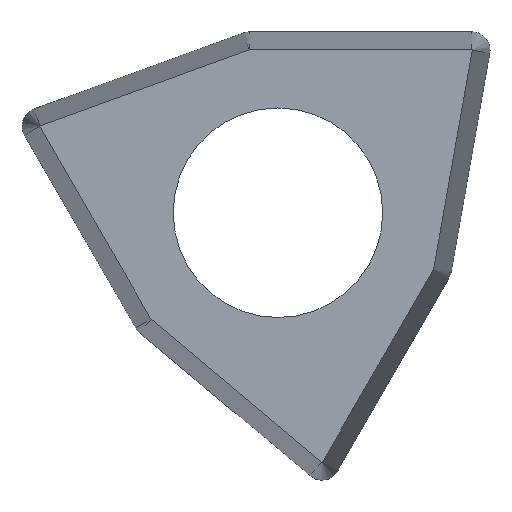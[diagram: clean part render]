
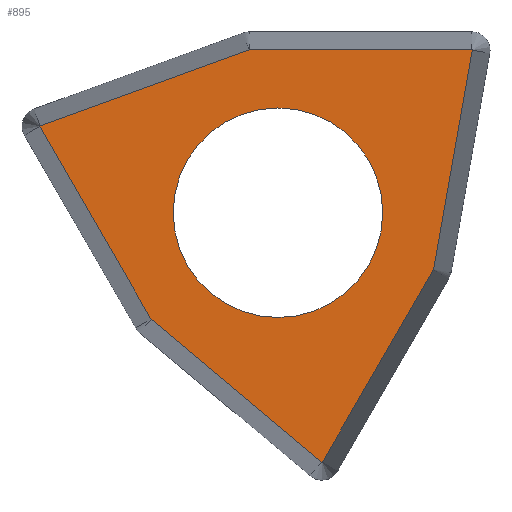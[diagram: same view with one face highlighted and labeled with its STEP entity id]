
A CAD part, front view. The second image highlights one B-rep face of the part: STEP entity #895.
In plain terms, the highlighted planar face has unit normal (0, -1, 0).
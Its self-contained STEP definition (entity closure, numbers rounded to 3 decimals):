
#3 = CARTESIAN_POINT ( 'NONE',  ( 2.855, -1.59, 1.365 ) ) ;
#23 = DIRECTION ( 'NONE',  ( 0., 1., 0. ) ) ;
#29 = ORIENTED_EDGE ( 'NONE', *, *, #1233, .F. ) ;
#33 = PLANE ( 'NONE',  #598 ) ;
#48 = CARTESIAN_POINT ( 'NONE',  ( 0., -1.59, -1.15 ) ) ;
#50 = AXIS2_PLACEMENT_3D ( 'NONE', #788, #92, #1288 ) ;
#52 = EDGE_CURVE ( 'NONE', #571, #823, #353, .T. ) ;
#56 = FACE_OUTER_BOUND ( 'NONE', #339, .T. ) ;
#63 = LINE ( 'NONE', #559, #298 ) ;
#77 = VERTEX_POINT ( 'NONE', #1105 ) ;
#92 = DIRECTION ( 'NONE',  ( 0., 1., 0. ) ) ;
#95 = EDGE_CURVE ( 'NONE', #442, #724, #250, .T. ) ;
#104 = DIRECTION ( 'NONE',  ( -0.174, 0., -0.985 ) ) ;
#106 = CARTESIAN_POINT ( 'NONE',  ( 0.482, -1.59, -2.735 ) ) ;
#107 = VERTEX_POINT ( 'NONE', #898 ) ;
#115 = DIRECTION ( 'NONE',  ( 0., 0., 1. ) ) ;
#119 = VECTOR ( 'NONE', #924, 1000. ) ;
#144 = CARTESIAN_POINT ( 'NONE',  ( -1.791, -1.59, -0.477 ) ) ;
#158 = CARTESIAN_POINT ( 'NONE',  ( -1.392, -1.59, -1.169 ) ) ;
#162 = DIRECTION ( 'NONE',  ( 0., 0., 1. ) ) ;
#163 = CARTESIAN_POINT ( 'NONE',  ( 0.479, -1.59, -2.738 ) ) ;
#177 = EDGE_CURVE ( 'NONE', #945, #77, #670, .T. ) ;
#190 = EDGE_CURVE ( 'NONE', #1021, #370, #835, .T. ) ;
#191 = VERTEX_POINT ( 'NONE', #464 ) ;
#197 = DIRECTION ( 'NONE',  ( 0., 1., 0. ) ) ;
#227 = CARTESIAN_POINT ( 'NONE',  ( 2.127, -1.59, 1.785 ) ) ;
#250 = CIRCLE ( 'NONE', #968, 1.15 ) ;
#259 = CARTESIAN_POINT ( 'NONE',  ( -2.611, -1.59, 0.954 ) ) ;
#270 = EDGE_LOOP ( 'NONE', ( #965, #967 ) ) ;
#292 = CARTESIAN_POINT ( 'NONE',  ( -0.781, -1.59, -1.681 ) ) ;
#298 = VECTOR ( 'NONE', #1049, 1000. ) ;
#306 = CARTESIAN_POINT ( 'NONE',  ( 0., -1.59, 1.15 ) ) ;
#321 = EDGE_CURVE ( 'NONE', #370, #571, #1089, .T. ) ;
#339 = EDGE_LOOP ( 'NONE', ( #427, #406, #751, #810, #939, #961, #1118, #756, #29, #610, #795, #1002 ) ) ;
#343 = VERTEX_POINT ( 'NONE', #1221 ) ;
#353 = CIRCLE ( 'NONE', #1169, 0.005 ) ;
#370 = VERTEX_POINT ( 'NONE', #630 ) ;
#392 = VECTOR ( 'NONE', #104, 1000. ) ;
#401 = DIRECTION ( 'NONE',  ( -0.5, 0., -0.866 ) ) ;
#406 = ORIENTED_EDGE ( 'NONE', *, *, #516, .F. ) ;
#407 = CARTESIAN_POINT ( 'NONE',  ( 1.707, -1.59, -0.622 ) ) ;
#415 = CARTESIAN_POINT ( 'NONE',  ( -2.609, -1.59, 0.95 ) ) ;
#427 = ORIENTED_EDGE ( 'NONE', *, *, #190, .F. ) ;
#428 = DIRECTION ( 'NONE',  ( 0., 0., 1. ) ) ;
#442 = VERTEX_POINT ( 'NONE', #48 ) ;
#464 = CARTESIAN_POINT ( 'NONE',  ( -0.316, -1.59, 1.789 ) ) ;
#499 = LINE ( 'NONE', #3, #685 ) ;
#513 = CARTESIAN_POINT ( 'NONE',  ( 2.132, -1.59, 1.784 ) ) ;
#516 = EDGE_CURVE ( 'NONE', #521, #1021, #63, .T. ) ;
#517 = CARTESIAN_POINT ( 'NONE',  ( 0., -1.59, 0. ) ) ;
#518 = AXIS2_PLACEMENT_3D ( 'NONE', #1250, #933, #1162 ) ;
#521 = VERTEX_POINT ( 'NONE', #949 ) ;
#540 = DIRECTION ( 'NONE',  ( 0., 1., 0. ) ) ;
#547 = VERTEX_POINT ( 'NONE', #259 ) ;
#550 = FACE_BOUND ( 'NONE', #270, .T. ) ;
#554 = AXIS2_PLACEMENT_3D ( 'NONE', #415, #618, #115 ) ;
#558 = DIRECTION ( 'NONE',  ( 0., 1., 0. ) ) ;
#559 = CARTESIAN_POINT ( 'NONE',  ( 2.127, -1.59, 1.79 ) ) ;
#571 = VERTEX_POINT ( 'NONE', #660 ) ;
#580 = EDGE_CURVE ( 'NONE', #1090, #945, #1292, .T. ) ;
#596 = DIRECTION ( 'NONE',  ( 0., 0., 1. ) ) ;
#598 = AXIS2_PLACEMENT_3D ( 'NONE', #227, #558, #1136 ) ;
#610 = ORIENTED_EDGE ( 'NONE', *, *, #831, .F. ) ;
#616 = DIRECTION ( 'NONE',  ( 0., 1., 0. ) ) ;
#618 = DIRECTION ( 'NONE',  ( 0., 1., 0. ) ) ;
#620 = EDGE_CURVE ( 'NONE', #724, #442, #635, .T. ) ;
#630 = CARTESIAN_POINT ( 'NONE',  ( 2.132, -1.59, 1.784 ) ) ;
#635 = CIRCLE ( 'NONE', #50, 1.15 ) ;
#642 = LINE ( 'NONE', #144, #119 ) ;
#660 = CARTESIAN_POINT ( 'NONE',  ( 1.708, -1.59, -0.621 ) ) ;
#663 = CARTESIAN_POINT ( 'NONE',  ( -1.388, -1.59, -1.165 ) ) ;
#670 = CIRCLE ( 'NONE', #1147, 0.005 ) ;
#681 = CARTESIAN_POINT ( 'NONE',  ( 2.127, -1.59, 1.79 ) ) ;
#685 = VECTOR ( 'NONE', #401, 1000. ) ;
#695 = DIRECTION ( 'NONE',  ( 0., 0., 1. ) ) ;
#702 = CARTESIAN_POINT ( 'NONE',  ( -0.315, -1.59, 1.785 ) ) ;
#705 = EDGE_CURVE ( 'NONE', #107, #547, #1220, .T. ) ;
#711 = CARTESIAN_POINT ( 'NONE',  ( 1.703, -1.59, -0.62 ) ) ;
#724 = VERTEX_POINT ( 'NONE', #306 ) ;
#732 = DIRECTION ( 'NONE',  ( 0., 1., 0. ) ) ;
#751 = ORIENTED_EDGE ( 'NONE', *, *, #1262, .F. ) ;
#756 = ORIENTED_EDGE ( 'NONE', *, *, #580, .F. ) ;
#776 = CIRCLE ( 'NONE', #1236, 0.005 ) ;
#788 = CARTESIAN_POINT ( 'NONE',  ( 0., -1.59, 0. ) ) ;
#794 = CIRCLE ( 'NONE', #1294, 0.005 ) ;
#795 = ORIENTED_EDGE ( 'NONE', *, *, #52, .F. ) ;
#810 = ORIENTED_EDGE ( 'NONE', *, *, #1124, .F. ) ;
#823 = VERTEX_POINT ( 'NONE', #407 ) ;
#831 = EDGE_CURVE ( 'NONE', #823, #343, #499, .T. ) ;
#835 = CIRCLE ( 'NONE', #518, 0.005 ) ;
#873 = EDGE_CURVE ( 'NONE', #77, #107, #642, .T. ) ;
#895 = ADVANCED_FACE ( 'NONE', ( #550, #56 ), #33, .F. ) ;
#898 = CARTESIAN_POINT ( 'NONE',  ( -2.614, -1.59, 0.947 ) ) ;
#924 = DIRECTION ( 'NONE',  ( -0.5, 0., 0.866 ) ) ;
#933 = DIRECTION ( 'NONE',  ( 0., 1., 0. ) ) ;
#939 = ORIENTED_EDGE ( 'NONE', *, *, #705, .F. ) ;
#945 = VERTEX_POINT ( 'NONE', #158 ) ;
#949 = CARTESIAN_POINT ( 'NONE',  ( -0.315, -1.59, 1.79 ) ) ;
#961 = ORIENTED_EDGE ( 'NONE', *, *, #873, .F. ) ;
#965 = ORIENTED_EDGE ( 'NONE', *, *, #620, .T. ) ;
#967 = ORIENTED_EDGE ( 'NONE', *, *, #95, .T. ) ;
#968 = AXIS2_PLACEMENT_3D ( 'NONE', #517, #23, #428 ) ;
#971 = DIRECTION ( 'NONE',  ( -0.766, 0., 0.643 ) ) ;
#1002 = ORIENTED_EDGE ( 'NONE', *, *, #321, .F. ) ;
#1021 = VERTEX_POINT ( 'NONE', #681 ) ;
#1023 = VECTOR ( 'NONE', #971, 1000. ) ;
#1049 = DIRECTION ( 'NONE',  ( 1., 0., 0. ) ) ;
#1078 = VECTOR ( 'NONE', #1095, 1000. ) ;
#1087 = CARTESIAN_POINT ( 'NONE',  ( 1.84, -1.59, 2.574 ) ) ;
#1089 = LINE ( 'NONE', #513, #392 ) ;
#1090 = VERTEX_POINT ( 'NONE', #163 ) ;
#1095 = DIRECTION ( 'NONE',  ( 0.94, 0., 0.342 ) ) ;
#1105 = CARTESIAN_POINT ( 'NONE',  ( -1.393, -1.59, -1.167 ) ) ;
#1118 = ORIENTED_EDGE ( 'NONE', *, *, #177, .F. ) ;
#1124 = EDGE_CURVE ( 'NONE', #547, #191, #1195, .T. ) ;
#1136 = DIRECTION ( 'NONE',  ( 0., 0., 1. ) ) ;
#1147 = AXIS2_PLACEMENT_3D ( 'NONE', #663, #540, #162 ) ;
#1162 = DIRECTION ( 'NONE',  ( 0., 0., 1. ) ) ;
#1169 = AXIS2_PLACEMENT_3D ( 'NONE', #711, #732, #1237 ) ;
#1195 = LINE ( 'NONE', #1087, #1078 ) ;
#1220 = CIRCLE ( 'NONE', #554, 0.005 ) ;
#1221 = CARTESIAN_POINT ( 'NONE',  ( 0.486, -1.59, -2.737 ) ) ;
#1233 = EDGE_CURVE ( 'NONE', #343, #1090, #794, .T. ) ;
#1236 = AXIS2_PLACEMENT_3D ( 'NONE', #702, #197, #596 ) ;
#1237 = DIRECTION ( 'NONE',  ( 0., 0., 1. ) ) ;
#1250 = CARTESIAN_POINT ( 'NONE',  ( 2.127, -1.59, 1.785 ) ) ;
#1262 = EDGE_CURVE ( 'NONE', #191, #521, #776, .T. ) ;
#1288 = DIRECTION ( 'NONE',  ( 0., 0., 1. ) ) ;
#1292 = LINE ( 'NONE', #292, #1023 ) ;
#1294 = AXIS2_PLACEMENT_3D ( 'NONE', #106, #616, #695 ) ;
